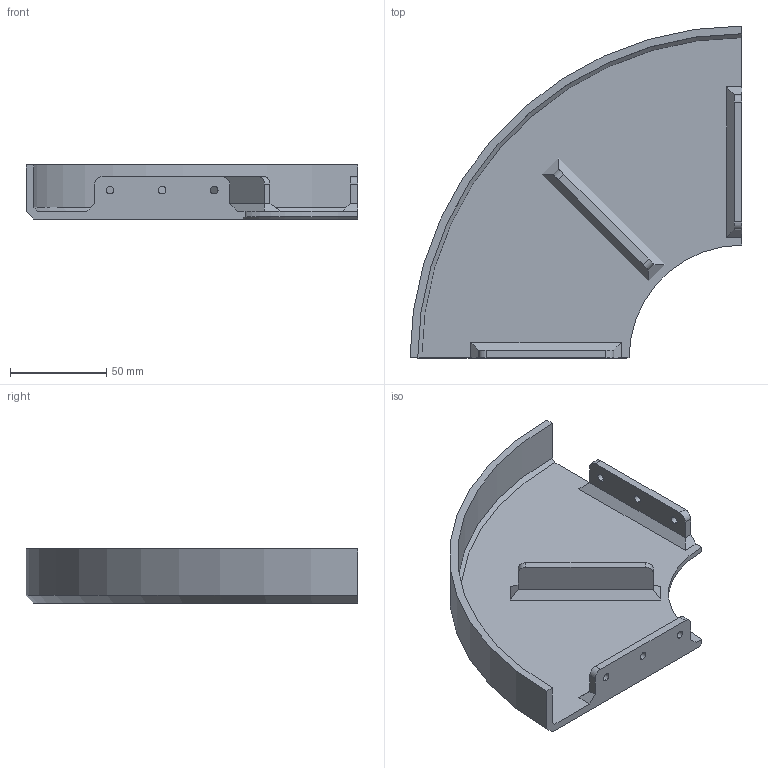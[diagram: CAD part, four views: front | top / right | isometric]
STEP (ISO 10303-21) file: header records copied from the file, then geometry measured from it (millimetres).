
FILE_DESCRIPTION (( 'STEP AP203' ), '1' );
FILE_NAME ('OESTLIG_Plant_Pot_12_12_Adapter.STEP', '2020-11-29T12:45:52', ( '' ), ( '' ), '', '', '' );
FILE_SCHEMA (( 'CONFIG_CONTROL_DESIGN' ));
Length unit declared in the file: millimetre
Products named in the file (1): OESTLIG_Plant_Pot_12_12_Adapter
Bounding box: 172 x 172 x 28 mm (x, y, z)
Volume: 123478 mm3; surface area: 62867.5 mm2
Topology: 1 solids, 1 shells, 52 faces, 139 edges, 90 vertices
Faces by surface type: plane 28, cylinder 21, cone 3
Entity records: 1725 total; most frequent: DIRECTION 290, CARTESIAN_POINT 282, ORIENTED_EDGE 278, EDGE_CURVE 139, AXIS2_PLACEMENT_3D 98, VECTOR 94, LINE 94, VERTEX_POINT 90
